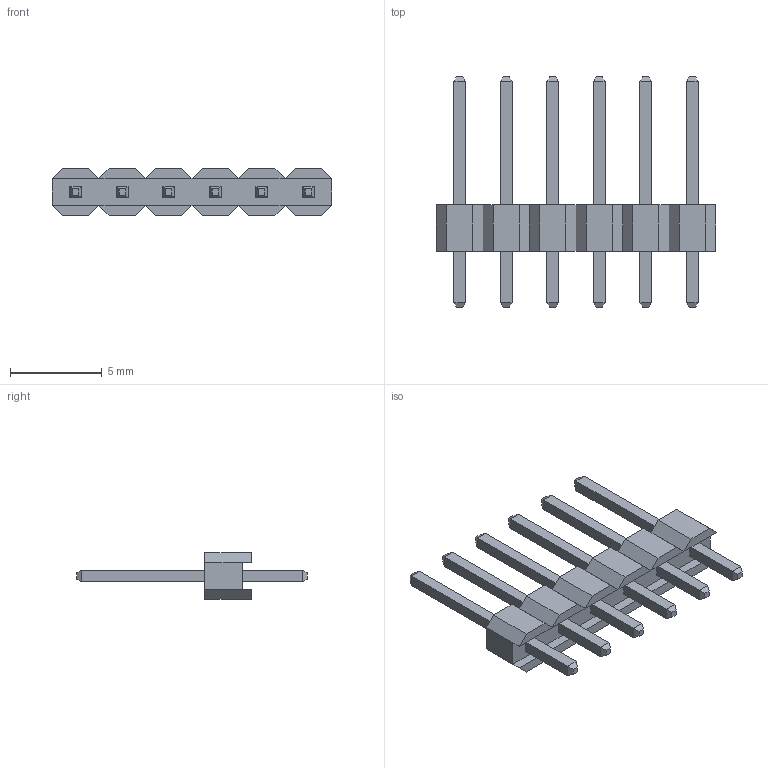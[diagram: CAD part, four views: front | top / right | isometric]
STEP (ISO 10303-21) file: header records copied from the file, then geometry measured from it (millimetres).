
FILE_DESCRIPTION((''),'2;1');
FILE_NAME('M20-973_ASM','2007-12-18T',('wbourne'),(''),'PRO/ENGINEER BY PARAMETRIC TECHNOLOGY CORPORATION, 2003490','PRO/ENGINEER BY PARAMETRIC TECHNOLOGY CORPORATION, 2003490','');
FILE_SCHEMA(('CONFIG_CONTROL_DESIGN'));
Length unit declared in the file: millimetre
Products named in the file (3): M20-SIL-MOULD; M20-972PIN; M20-973_ASM
Assembly tree (7 placements, depth 2):
  M20-973_ASM
    M20-SIL-MOULD
    M20-972PIN  x6
Bounding box: 15.24 x 12.6 x 2.54 mm (x, y, z)
Volume: 103.2 mm3; surface area: 401.2 mm2
Topology: 7 solids, 7 shells, 172 faces, 402 edges, 244 vertices
Faces by surface type: plane 172
Entity records: 3147 total; most frequent: CARTESIAN_POINT 538, ORIENTED_EDGE 524, DIRECTION 486, VECTOR 262, LINE 262, EDGE_CURVE 262, VERTEX_POINT 164, EDGE_LOOP 114
